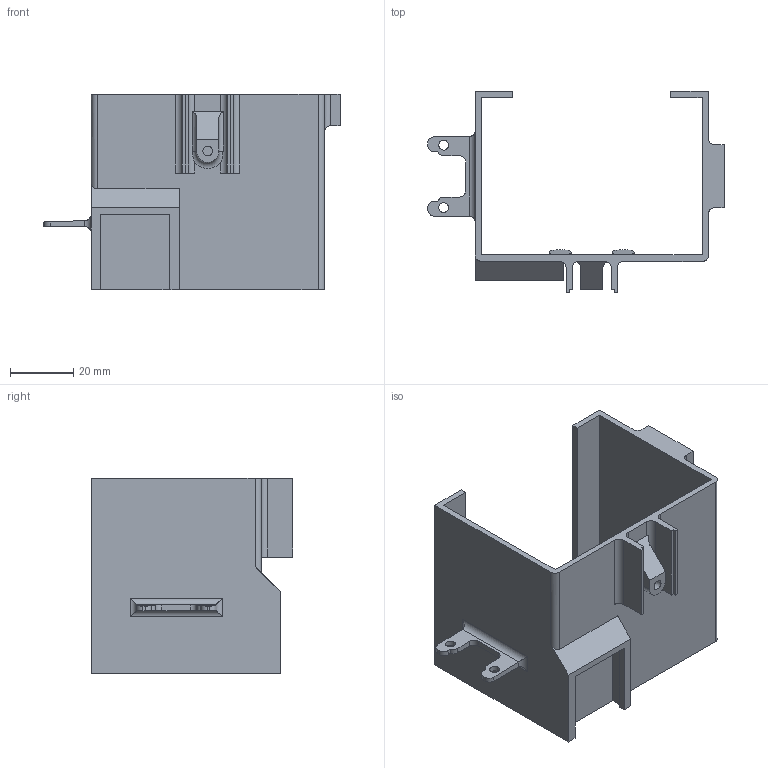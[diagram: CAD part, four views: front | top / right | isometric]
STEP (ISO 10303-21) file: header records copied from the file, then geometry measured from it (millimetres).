
FILE_DESCRIPTION(/* description */ ('STEP AP242','CAx-IF Rec.Pracs.---Representation and Presentation of Product Manufacturing Information (PMI)---4.0---2014-10-13','CAx-IF Rec.Pracs.---3D Tessellated Geometry---0.4---2014-09-14','2;1'),/* implementation_level */ '2;1');
FILE_NAME(/* name */ '68b00e7111b99720e34f6d79',/* time_stamp */ '2025-08-28T08:08:18Z',/* author */ (''),/* organization */ (''),/* preprocessor_version */ 'ST-DEVELOPER v20',/* originating_system */ 'ONSHAPE BY PTC INC, 1.202',/* authorisation */ ' ');
FILE_SCHEMA (('AP242_MANAGED_MODEL_BASED_3D_ENGINEERING_MIM_LF { 1 0 10303 442 1 1 4 }'));
Length unit declared in the file: metre
Products named in the file (1): mount
Bounding box: 94 x 64 x 62 mm (x, y, z)
Volume: 29101.1 mm3; surface area: 28666.8 mm2
Topology: 1 solids, 1 shells, 94 faces, 252 edges, 166 vertices
Faces by surface type: plane 62, cylinder 31, torus 1
Full cylindrical faces by diameter (mm): 3.1 x5, 7 x2
Entity records: 2920 total; most frequent: CARTESIAN_POINT 512, DIRECTION 494, ORIENTED_EDGE 490, EDGE_CURVE 245, LINE 182, VECTOR 182, VERTEX_POINT 164, AXIS2_PLACEMENT_3D 156
